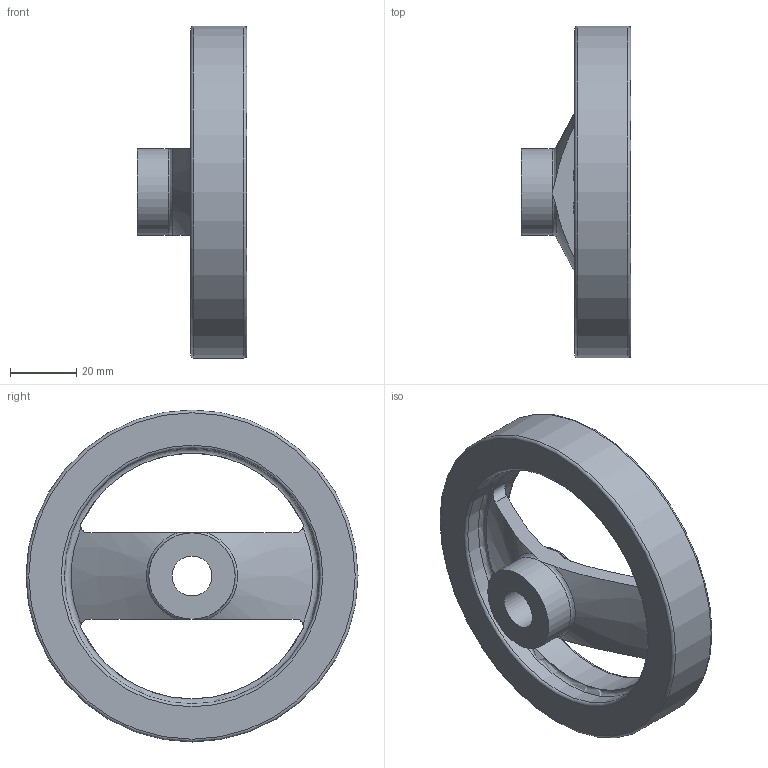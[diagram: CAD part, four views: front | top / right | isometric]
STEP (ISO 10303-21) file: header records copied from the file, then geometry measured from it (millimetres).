
FILE_DESCRIPTION( ( 'STEP AP214' ), '1' );
FILE_NAME( 'K0162.0100X12_ohne_Zylindergriff__Nabe_ohne_Nut.stp', '2020-11-26T10:22:27', ( '' ), ( '' ), ' ', 'PARTsolutions', ' ' );
FILE_SCHEMA( ( 'AUTOMOTIVE_DESIGN { 1 0 10303 214 1 1 1 1 }' ) );
Length unit declared in the file: millimetre
Products named in the file (1): _K0162.0100X12_ohne Zylindergriff, Nabe ohne Nut
Bounding box: 33 x 100 x 100 mm (x, y, z)
Volume: 71348.2 mm3; surface area: 21665.5 mm2
Topology: 1 solids, 1 shells, 29 faces, 76 edges, 47 vertices
Faces by surface type: cylinder 10, torus 9, plane 6, cone 4
Full cylindrical faces by diameter (mm): 12 x1, 26 x2, 74 x1, 77.05 x1, 100 x1
Entity records: 1316 total; most frequent: CARTESIAN_POINT 434, ORIENTED_EDGE 126, DIRECTION 122, EDGE_CURVE 63, AXIS2_PLACEMENT_3D 57, VERTEX_POINT 45, EDGE_LOOP 44, FACE_OUTER_BOUND 40
